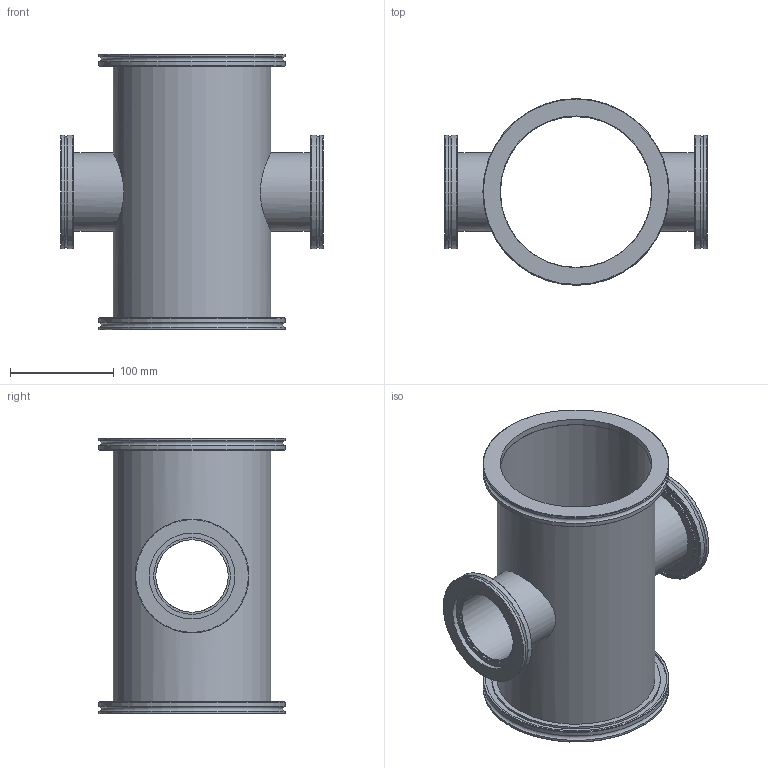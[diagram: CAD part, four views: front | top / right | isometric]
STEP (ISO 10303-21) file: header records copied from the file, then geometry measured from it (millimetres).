
FILE_DESCRIPTION(/* description */ (''),/* implementation_level */ '2;1');
FILE_NAME(/* name */ 'FL-R4X160-80LF.stp',/* time_stamp */ '2019-01-29T10:53:23+00:00',/* author */ ('paul'),/* organization */ (''),/* preprocessor_version */ 'ST-DEVELOPER v17.2',/* originating_system */ 'Autodesk Inventor 2019',/* authorisation */ '');
FILE_SCHEMA (('AUTOMOTIVE_DESIGN { 1 0 10303 214 3 1 1 }'));
Length unit declared in the file: millimetre
Products named in the file (5): FL-RT160-80LF; Main tube; FL-160LF-W; side tube; FL-80LF-W
Assembly tree (7 placements, depth 2):
  FL-RT160-80LF
    Main tube
    side tube  x2
    FL-160LF-W  x2
    FL-80LF-W  x2
Bounding box: 253.8 x 180 x 266.6 mm (x, y, z)
Volume: 691415.9 mm3; surface area: 379693.1 mm2
Topology: 7 solids, 7 shells, 78 faces, 201 edges, 149 vertices
Faces by surface type: cylinder 36, plane 26, cone 12, torus 4
Full cylindrical faces by diameter (mm): 70 x2, 74 x2, 76.2 x4, 76.4 x2, 83 x2, 93 x2, 105 x2, 110 x4, 146 x1, 146.5 x2, 152.4 x1, 153 x2, 163 x2, 175 x2, 180 x4
Entity records: 1973 total; most frequent: CARTESIAN_POINT 648, DIRECTION 271, ORIENTED_EDGE 222, AXIS2_PLACEMENT_3D 122, EDGE_CURVE 111, VERTEX_POINT 82, CIRCLE 68, EDGE_LOOP 59
